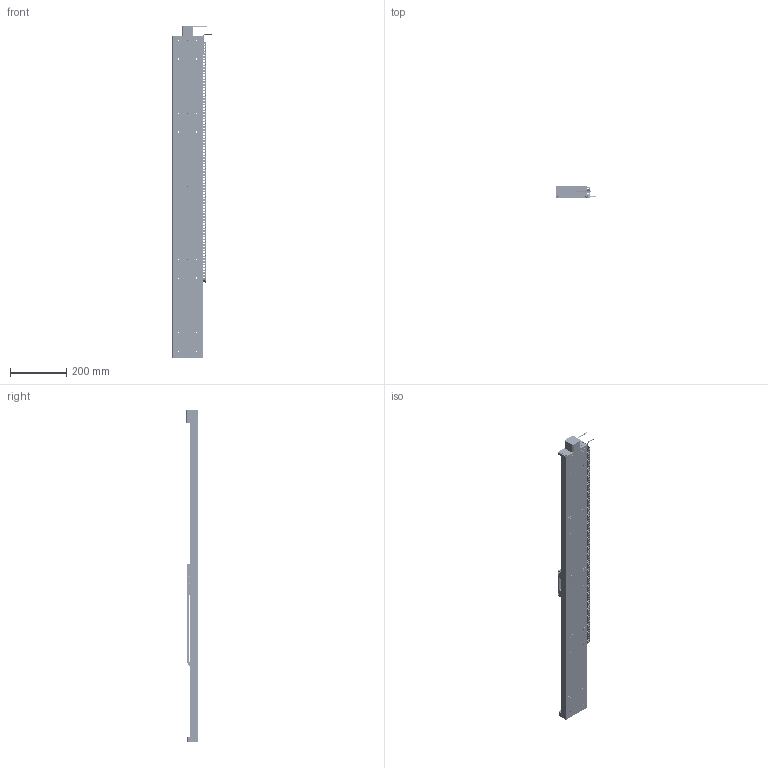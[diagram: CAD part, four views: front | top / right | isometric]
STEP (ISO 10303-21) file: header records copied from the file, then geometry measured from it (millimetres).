
FILE_DESCRIPTION (( 'STEP AP214' ), '1' );
FILE_NAME ('PPS-110-25X16.STEP', '2023-03-03T00:37:54', ( '' ), ( '' ), 'SwSTEP 2.0', 'SolidWorks 2020', '' );
FILE_SCHEMA (( 'AUTOMOTIVE_DESIGN' ));
Length unit declared in the file: millimetre
Products named in the file (76): IGUS E3-3 7w 15br_1000mm; 26; 7; 54; 20; 42; SCREW, MS-PPH, M-JCIS 1_M1.6 x 0.35 x 3mm; PPS-110, Base, Master Part_1000mm Stepper & Peizo; 6; 28; 47; 2; PPS-110 Base Demo Assembly_2022_1000mm Travel Stepper Motor, LIN, HV ; 55; PPS-110 Carriage Demo Assembly_2022_Stepper Motor Carriage (Leadscrew); 48; 40; 110208-101 Motor, Stepper, Lin Size 17, 4118S-04P, Reduced Shaft 17mm, Vacuum; 49; 56; 46; 9; Screw, SHCS-S, M-DIN._M3 x 0.5 x 12mm; 130242 Bearing, Slide Rail, PPS-110 (SEBS9B Track)_1000mm; Cable Chain exit cable_MOTOR+LIMIT VACUUM; 430866 PPS-110, End Plate, Bearing Side, No Cover, Stepper Motor_Without cover; 21; 19; 36; 51; 57; 25; 15; 52; 32; 38; 130242 Bearing, Slide Rail, PPS-110 (SEBS9B Slide); 37; 13; 18 ...
Assembly tree (232 placements, depth 3):
  PPS-110-25X16
    PPS-110 Base Demo Assembly_2022_1000mm Travel Stepper Motor, LIN, HV 
      PPS-110, Base, Master Part_1000mm Stepper & Peizo
      Screw, SHCS-S, M-DIN._M3 x 0.5 x 08mm  x62
      130242 Bearing, Slide Rail, PPS-110 (SEBS9B Track)_1000mm  x2
      430866 PPS-110, End Plate, Bearing Side, No Cover, Stepper Motor_Without cover
      Screw, SHCS-S, M-DIN._M3 x 0.5 x 18mm  x4
      430802 PPS-110, End Plate, Motor Side, S17 Vacuum Stepper Motor_Without Cover
      Screw, SHCS-S, M-DIN._M3 x 0.5 x 12mm  x8
      110208-101 Motor, Stepper, Lin Size 17, 4118S-04P, Reduced Shaft 17mm, Vacuum
    PPS-110 Carriage Demo Assembly_2022_Stepper Motor Carriage (Leadscrew)
      430710 PPS-110, Carriage, L110, Linear and Stepper Motor
      430714 PPS-110, Carriage Cable Cover
      SCREW, MS-PPH, M-JCIS 1_M1.6 x 0.35 x 3mm  x10
      130242 Bearing, Slide Rail, PPS-110 (SEBS9B Slide)  x4
      Screw, SHCS-L, M-DIN_M3 x 0.5 x 06mm  x16
    IGUS E3-3 7w 15br_1000mm
      1
      2
      3
      4
      5
      6
      7
      8
      9
      10
      11
      12
      13
      14
      15
      16
      17
      18
      19
      20
      21
      22
      23
      24
      25
      26
      27
      28
      29
      30
      31
      32
      33
      34
      35
      36
      37
      38
      39
      40
      41
      42
      43
Bounding box: 142.68 x 42.6 x 1182 mm (x, y, z)
Volume: 1823747 mm3; surface area: 634192.1 mm2
Topology: 229 solids, 229 shells, 10516 faces, 25974 edges, 16289 vertices
Faces by surface type: plane 5336, cylinder 3702, torus 782, cone 696
Entity records: 181045 total; most frequent: DIRECTION 27035, CARTESIAN_POINT 25590, ORIENTED_EDGE 24416, EDGE_CURVE 12208, AXIS2_PLACEMENT_3D 9800, VERTEX_POINT 7951, LINE 7435, VECTOR 7435
